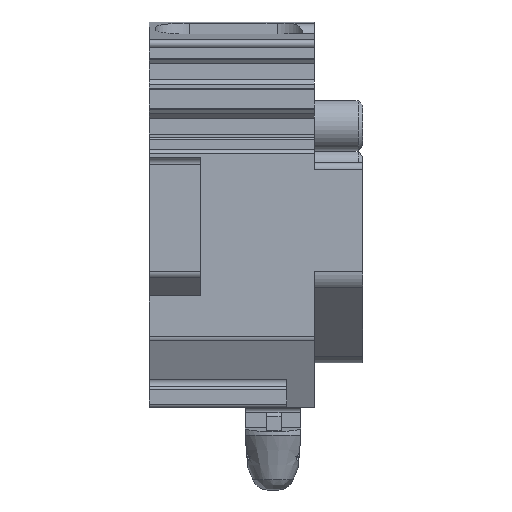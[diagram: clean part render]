
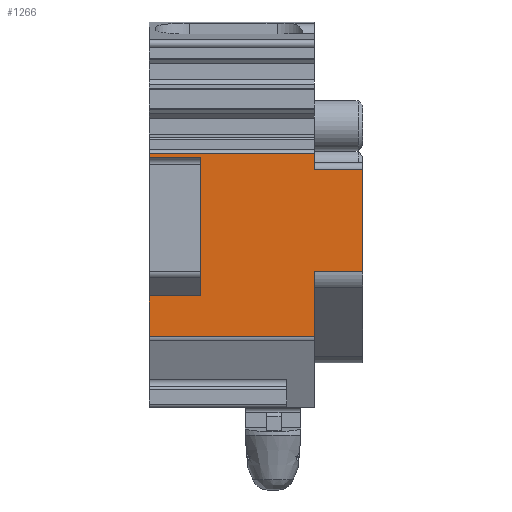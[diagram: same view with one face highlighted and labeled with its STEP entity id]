
A CAD part, front view. The second image highlights one B-rep face of the part: STEP entity #1266.
In plain terms, the highlighted planar face has unit normal (0, -1, 0).
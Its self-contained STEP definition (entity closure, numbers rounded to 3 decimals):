
#1189=AXIS2_PLACEMENT_3D('Plane Axis2P3D',#1186,#1187,#1188) ;
#84=CARTESIAN_POINT('Vertex',(0.,0.,11.987)) ;
#271=CARTESIAN_POINT('Vertex',(0.,0.,9.466)) ;
#274=CARTESIAN_POINT('Line Origine',(0.,0.,10.726)) ;
#458=CARTESIAN_POINT('Line Origine',(1.6,0.,11.987)) ;
#462=CARTESIAN_POINT('Vertex',(3.2,0.,11.987)) ;
#1171=CARTESIAN_POINT('Vertex',(10.2,0.,9.466)) ;
#1174=CARTESIAN_POINT('Line Origine',(10.2,0.,9.466)) ;
#1186=CARTESIAN_POINT('Axis2P3D Location',(10.2,0.,20.752)) ;
#1191=CARTESIAN_POINT('Line Origine',(1.6,0.,20.504)) ;
#1195=CARTESIAN_POINT('Vertex',(3.2,0.,20.504)) ;
#1197=CARTESIAN_POINT('Vertex',(0.,0.,20.504)) ;
#1200=CARTESIAN_POINT('Line Origine',(3.2,0.,16.245)) ;
#1205=CARTESIAN_POINT('Line Origine',(10.2,0.,11.476)) ;
#1209=CARTESIAN_POINT('Vertex',(10.2,0.,13.487)) ;
#1212=CARTESIAN_POINT('Line Origine',(11.7,0.,13.487)) ;
#1216=CARTESIAN_POINT('Vertex',(13.2,0.,13.487)) ;
#1219=CARTESIAN_POINT('Line Origine',(13.2,0.,16.645)) ;
#1223=CARTESIAN_POINT('Vertex',(13.2,0.,19.804)) ;
#1226=CARTESIAN_POINT('Line Origine',(11.7,0.,19.804)) ;
#1230=CARTESIAN_POINT('Vertex',(10.2,0.,19.804)) ;
#1233=CARTESIAN_POINT('Line Origine',(10.2,0.,20.278)) ;
#1237=CARTESIAN_POINT('Vertex',(10.2,0.,20.752)) ;
#1240=CARTESIAN_POINT('Line Origine',(5.1,0.,20.752)) ;
#1244=CARTESIAN_POINT('Vertex',(0.,0.,20.752)) ;
#1247=CARTESIAN_POINT('Line Origine',(0.,0.,20.628)) ;
#275=DIRECTION('Vector Direction',(0.,0.,-1.)) ;
#459=DIRECTION('Vector Direction',(1.,0.,0.)) ;
#1175=DIRECTION('Vector Direction',(1.,0.,0.)) ;
#1187=DIRECTION('Axis2P3D Direction',(-0.,1.,0.)) ;
#1188=DIRECTION('Axis2P3D XDirection',(0.,-0.,1.)) ;
#1192=DIRECTION('Vector Direction',(-1.,0.,0.)) ;
#1201=DIRECTION('Vector Direction',(0.,0.,-1.)) ;
#1206=DIRECTION('Vector Direction',(0.,0.,-1.)) ;
#1213=DIRECTION('Vector Direction',(-1.,0.,0.)) ;
#1220=DIRECTION('Vector Direction',(0.,0.,-1.)) ;
#1227=DIRECTION('Vector Direction',(-1.,0.,0.)) ;
#1234=DIRECTION('Vector Direction',(0.,0.,-1.)) ;
#1241=DIRECTION('Vector Direction',(-1.,0.,0.)) ;
#1248=DIRECTION('Vector Direction',(0.,0.,-1.)) ;
#276=VECTOR('Line Direction',#275,1.) ;
#460=VECTOR('Line Direction',#459,1.) ;
#1176=VECTOR('Line Direction',#1175,1.) ;
#1193=VECTOR('Line Direction',#1192,1.) ;
#1202=VECTOR('Line Direction',#1201,1.) ;
#1207=VECTOR('Line Direction',#1206,1.) ;
#1214=VECTOR('Line Direction',#1213,1.) ;
#1221=VECTOR('Line Direction',#1220,1.) ;
#1228=VECTOR('Line Direction',#1227,1.) ;
#1235=VECTOR('Line Direction',#1234,1.) ;
#1242=VECTOR('Line Direction',#1241,1.) ;
#1249=VECTOR('Line Direction',#1248,1.) ;
#1253=ORIENTED_EDGE('',*,*,#1199,.F.) ;
#1254=ORIENTED_EDGE('',*,*,#1204,.T.) ;
#1255=ORIENTED_EDGE('',*,*,#464,.F.) ;
#1256=ORIENTED_EDGE('',*,*,#278,.T.) ;
#1257=ORIENTED_EDGE('',*,*,#1178,.F.) ;
#1258=ORIENTED_EDGE('',*,*,#1211,.F.) ;
#1259=ORIENTED_EDGE('',*,*,#1218,.F.) ;
#1260=ORIENTED_EDGE('',*,*,#1225,.F.) ;
#1261=ORIENTED_EDGE('',*,*,#1232,.T.) ;
#1262=ORIENTED_EDGE('',*,*,#1239,.F.) ;
#1263=ORIENTED_EDGE('',*,*,#1246,.T.) ;
#1264=ORIENTED_EDGE('',*,*,#1251,.T.) ;
#1266=ADVANCED_FACE('MLD',(#1265),#1190,.F.) ;
#278=EDGE_CURVE('',#85,#272,#277,.T.) ;
#464=EDGE_CURVE('',#85,#463,#461,.T.) ;
#1178=EDGE_CURVE('',#1172,#272,#1177,.F.) ;
#1199=EDGE_CURVE('',#1196,#1198,#1194,.T.) ;
#1204=EDGE_CURVE('',#1196,#463,#1203,.T.) ;
#1211=EDGE_CURVE('',#1210,#1172,#1208,.T.) ;
#1218=EDGE_CURVE('',#1217,#1210,#1215,.T.) ;
#1225=EDGE_CURVE('',#1224,#1217,#1222,.T.) ;
#1232=EDGE_CURVE('',#1224,#1231,#1229,.T.) ;
#1239=EDGE_CURVE('',#1238,#1231,#1236,.T.) ;
#1246=EDGE_CURVE('',#1238,#1245,#1243,.T.) ;
#1251=EDGE_CURVE('',#1245,#1198,#1250,.T.) ;
#1252=EDGE_LOOP('',(#1253,#1254,#1255,#1256,#1257,#1258,#1259,#1260,#1261,#1262,#1263,#1264)) ;
#1265=FACE_OUTER_BOUND('',#1252,.T.) ;
#277=LINE('Line',#274,#276) ;
#461=LINE('Line',#458,#460) ;
#1177=LINE('Line',#1174,#1176) ;
#1194=LINE('Line',#1191,#1193) ;
#1203=LINE('Line',#1200,#1202) ;
#1208=LINE('Line',#1205,#1207) ;
#1215=LINE('Line',#1212,#1214) ;
#1222=LINE('Line',#1219,#1221) ;
#1229=LINE('Line',#1226,#1228) ;
#1236=LINE('Line',#1233,#1235) ;
#1243=LINE('Line',#1240,#1242) ;
#1250=LINE('Line',#1247,#1249) ;
#1190=PLANE('',#1189) ;
#85=VERTEX_POINT('',#84) ;
#272=VERTEX_POINT('',#271) ;
#463=VERTEX_POINT('',#462) ;
#1172=VERTEX_POINT('',#1171) ;
#1196=VERTEX_POINT('',#1195) ;
#1198=VERTEX_POINT('',#1197) ;
#1210=VERTEX_POINT('',#1209) ;
#1217=VERTEX_POINT('',#1216) ;
#1224=VERTEX_POINT('',#1223) ;
#1231=VERTEX_POINT('',#1230) ;
#1238=VERTEX_POINT('',#1237) ;
#1245=VERTEX_POINT('',#1244) ;
